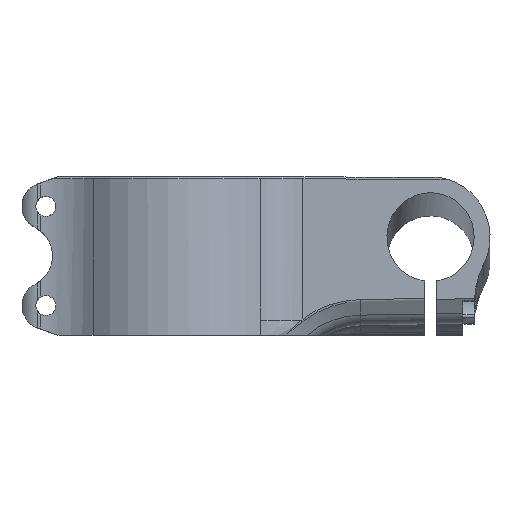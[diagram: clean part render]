
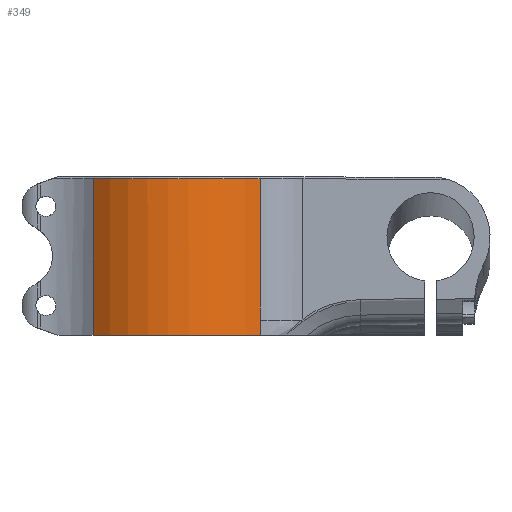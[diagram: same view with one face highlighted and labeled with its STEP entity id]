
A CAD part, front view. The second image highlights one B-rep face of the part: STEP entity #349.
In plain terms, the highlighted cylindrical face has radius 30.5 mm (diameter 61 mm), a partial arc.
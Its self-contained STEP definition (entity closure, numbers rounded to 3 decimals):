
#349=ADVANCED_FACE('',(#751),#752,.T.);
#751=FACE_OUTER_BOUND('',#2332,.T.);
#752=CYLINDRICAL_SURFACE('',#2333,30.5);
#2332=EDGE_LOOP('',(#3464,#3465,#3466,#3467,#3468));
#2333=AXIS2_PLACEMENT_3D('',#3469,#3470,#3471);
#3464=ORIENTED_EDGE('',*,*,#4038,.F.);
#3465=ORIENTED_EDGE('',*,*,#4433,.F.);
#3466=ORIENTED_EDGE('',*,*,#4066,.F.);
#3467=ORIENTED_EDGE('',*,*,#4316,.F.);
#3468=ORIENTED_EDGE('',*,*,#4377,.F.);
#3469=CARTESIAN_POINT('',(0.0,0.,0.0));
#3470=DIRECTION('',(0.0,0.0,1.0));
#3471=DIRECTION('',(1.0,0.0,0.0));
#4038=EDGE_CURVE('',#4566,#4568,#4569,.T.);
#4066=EDGE_CURVE('',#4618,#4621,#4622,.T.);
#4316=EDGE_CURVE('',#5035,#4618,#5037,.F.);
#4377=EDGE_CURVE('',#4568,#5035,#5122,.F.);
#4433=EDGE_CURVE('',#4621,#4566,#5189,.T.);
#4566=VERTEX_POINT('',#5505);
#4568=VERTEX_POINT('',#5507);
#4569=LINE('',#5508,#5509);
#4618=VERTEX_POINT('',#5719);
#4621=VERTEX_POINT('',#5722);
#4622=B_SPLINE_CURVE_WITH_KNOTS('',3,(#5723,#5724,#5725,#5726),.UNSPECIFIED.,.F.,.F.,(4,4),(0.0,0.004),.UNSPECIFIED.);
#5035=VERTEX_POINT('',#6796);
#5037=LINE('',#6798,#6799);
#5122=CIRCLE('',#7014,30.5);
#5189=CIRCLE('',#7201,30.5);
#5505=CARTESIAN_POINT('',(-20.088,-22.95,0.0));
#5507=CARTESIAN_POINT('',(-20.088,-22.95,39.5));
#5508=CARTESIAN_POINT('',(-20.088,-22.95,0.0));
#5509=VECTOR('',#7424,1.0);
#5719=CARTESIAN_POINT('',(22.009,-21.115,3.856));
#5722=CARTESIAN_POINT('',(22.228,-20.884,0.0));
#5723=CARTESIAN_POINT('',(22.009,-21.115,3.856));
#5724=CARTESIAN_POINT('',(22.009,-21.115,2.563));
#5725=CARTESIAN_POINT('',(22.077,-21.045,1.275));
#5726=CARTESIAN_POINT('',(22.228,-20.884,0.));
#6796=CARTESIAN_POINT('',(22.009,-21.115,39.5));
#6798=CARTESIAN_POINT('',(22.009,-21.115,0.0));
#6799=VECTOR('',#7660,1.0);
#7014=AXIS2_PLACEMENT_3D('',#7705,#7706,#7707);
#7201=AXIS2_PLACEMENT_3D('',#7752,#7753,#7754);
#7424=DIRECTION('',(0.0,0.0,1.0));
#7660=DIRECTION('',(0.0,0.0,1.0));
#7705=CARTESIAN_POINT('',(0.0,0.,39.5));
#7706=DIRECTION('',(0.0,0.0,-1.0));
#7707=DIRECTION('',(1.0,0.0,0.0));
#7752=CARTESIAN_POINT('',(0.0,0.,0.0));
#7753=DIRECTION('',(0.0,0.0,-1.0));
#7754=DIRECTION('',(1.0,0.0,0.0));
